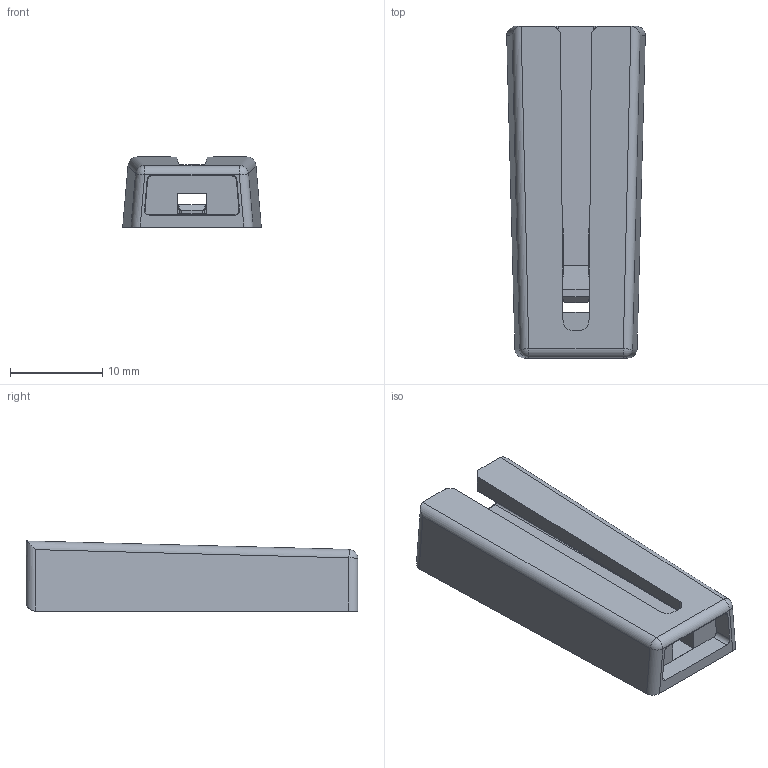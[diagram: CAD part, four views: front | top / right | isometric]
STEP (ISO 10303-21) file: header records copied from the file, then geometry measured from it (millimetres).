
FILE_DESCRIPTION (( 'STEP AP203' ), '1' );
FILE_NAME ('00017816-B.STEP', '2013-06-07T20:56:10', ( '' ), ( '' ), 'SwSTEP 2.0', 'SolidWorks 2010', '' );
FILE_SCHEMA (( 'CONFIG_CONTROL_DESIGN' ));
Length unit declared in the file: millimetre
Products named in the file (1): 00017816-B
Bounding box: 15.03 x 36 x 7.6 mm (x, y, z)
Volume: 2059.9 mm3; surface area: 2482.1 mm2
Topology: 1 solids, 1 shells, 138 faces, 367 edges, 220 vertices
Faces by surface type: cylinder 62, plane 52, bspline 12, sphere 12
Entity records: 4324 total; most frequent: CARTESIAN_POINT 1188, ORIENTED_EDGE 710, DIRECTION 567, EDGE_CURVE 355, VERTEX_POINT 220, LINE 209, VECTOR 209, AXIS2_PLACEMENT_3D 179
